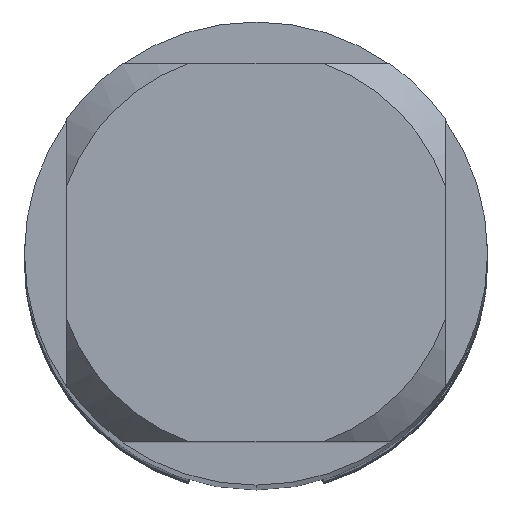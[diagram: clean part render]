
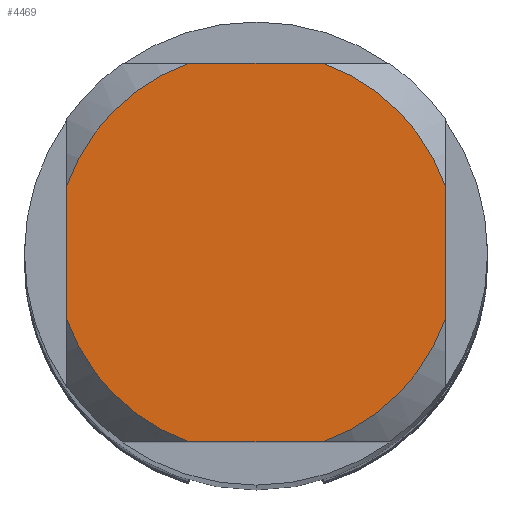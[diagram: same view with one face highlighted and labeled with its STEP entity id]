
A CAD part, top view. The second image highlights one B-rep face of the part: STEP entity #4469.
In plain terms, the highlighted planar face has unit normal (0, 0, 1).
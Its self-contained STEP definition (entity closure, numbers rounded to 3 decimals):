
#2735=EDGE_CURVE('',#3173,#4079,#7530,.T.);
#2907=EDGE_CURVE('',#6787,#4609,#7716,.T.);
#3173=VERTEX_POINT('',#8012);
#3281=VERTEX_POINT('',#8130);
#3465=EDGE_CURVE('',#6787,#4079,#8333,.T.);
#3597=EDGE_CURVE('',#3281,#4609,#8476,.T.);
#3813=EDGE_CURVE('',#4143,#5419,#8707,.T.);
#4023=EDGE_CURVE('',#3173,#4217,#8933,.T.);
#4079=VERTEX_POINT('',#8993);
#4143=VERTEX_POINT('',#9059);
#4217=VERTEX_POINT('',#9141);
#4469=ADVANCED_FACE('',(#9416),#9417,.T.);
#4609=VERTEX_POINT('',#9569);
#5419=VERTEX_POINT('',#10459);
#6213=EDGE_CURVE('',#4143,#4217,#11321,.T.);
#6493=EDGE_CURVE('',#3281,#5419,#11628,.T.);
#6787=VERTEX_POINT('',#11953);
#7530=LINE('',#13009,#13010);
#7716=LINE('',#13318,#13319);
#8012=CARTESIAN_POINT('',(-2.45,0.87,0.0));
#8130=CARTESIAN_POINT('',(2.45,-0.87,0.0));
#8333=CIRCLE('',#14443,2.6);
#8476=CIRCLE('',#14717,2.6);
#8707=CIRCLE('',#15117,2.6);
#8933=CIRCLE('',#15546,2.6);
#8993=CARTESIAN_POINT('',(-2.45,-0.87,0.0));
#9059=CARTESIAN_POINT('',(0.87,2.45,0.0));
#9141=CARTESIAN_POINT('',(-0.87,2.45,0.0));
#9416=FACE_OUTER_BOUND('',#16416,.T.);
#9417=PLANE('',#16417);
#9569=CARTESIAN_POINT('',(0.87,-2.45,0.0));
#10459=CARTESIAN_POINT('',(2.45,0.87,0.0));
#11321=LINE('',#19811,#19812);
#11628=LINE('',#20384,#20385);
#11953=CARTESIAN_POINT('',(-0.87,-2.45,0.0));
#13009=CARTESIAN_POINT('',(-2.45,0.65,0.0));
#13010=VECTOR('',#21954,1.0);
#13318=CARTESIAN_POINT('',(0.0,-2.45,0.0));
#13319=VECTOR('',#22152,1.0);
#14443=AXIS2_PLACEMENT_3D('',#22865,#22866,#22867);
#14717=AXIS2_PLACEMENT_3D('',#23010,#23011,#23012);
#15117=AXIS2_PLACEMENT_3D('',#23212,#23213,#23214);
#15546=AXIS2_PLACEMENT_3D('',#23441,#23442,#23443);
#16416=EDGE_LOOP('',(#23909,#23910,#23911,#23912,#23913,#23914,#23915,#23916));
#16417=AXIS2_PLACEMENT_3D('',#23917,#23918,#23919);
#19811=CARTESIAN_POINT('',(0.0,2.45,0.0));
#19812=VECTOR('',#26400,1.0);
#20384=CARTESIAN_POINT('',(2.45,0.65,0.0));
#20385=VECTOR('',#26721,1.0);
#21954=DIRECTION('',(-0.0,-1.0,0.0));
#22152=DIRECTION('',(1.0,0.0,0.0));
#22865=CARTESIAN_POINT('',(0.0,0.0,0.0));
#22866=DIRECTION('',(0.0,0.0,-1.0));
#22867=DIRECTION('',(0.0,1.0,0.0));
#23010=CARTESIAN_POINT('',(0.0,0.0,0.0));
#23011=DIRECTION('',(0.0,0.0,-1.0));
#23012=DIRECTION('',(0.0,1.0,0.0));
#23212=CARTESIAN_POINT('',(0.0,0.0,0.0));
#23213=DIRECTION('',(0.0,0.0,-1.0));
#23214=DIRECTION('',(0.0,1.0,0.0));
#23441=CARTESIAN_POINT('',(0.0,0.0,0.0));
#23442=DIRECTION('',(0.0,0.0,-1.0));
#23443=DIRECTION('',(0.0,1.0,0.0));
#23909=ORIENTED_EDGE('',*,*,#2735,.T.);
#23910=ORIENTED_EDGE('',*,*,#3465,.F.);
#23911=ORIENTED_EDGE('',*,*,#2907,.T.);
#23912=ORIENTED_EDGE('',*,*,#3597,.F.);
#23913=ORIENTED_EDGE('',*,*,#6493,.T.);
#23914=ORIENTED_EDGE('',*,*,#3813,.F.);
#23915=ORIENTED_EDGE('',*,*,#6213,.T.);
#23916=ORIENTED_EDGE('',*,*,#4023,.F.);
#23917=CARTESIAN_POINT('',(0.0,1.3,0.0));
#23918=DIRECTION('',(-0.0,0.0,1.0));
#23919=DIRECTION('',(0.0,-1.0,0.0));
#26400=DIRECTION('',(-1.0,0.0,0.0));
#26721=DIRECTION('',(-0.0,1.0,0.0));
